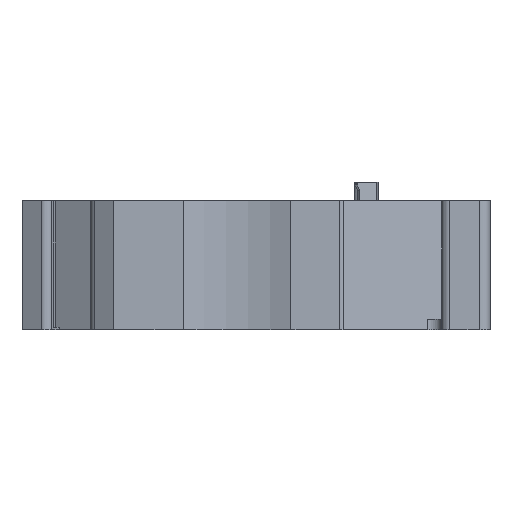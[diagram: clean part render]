
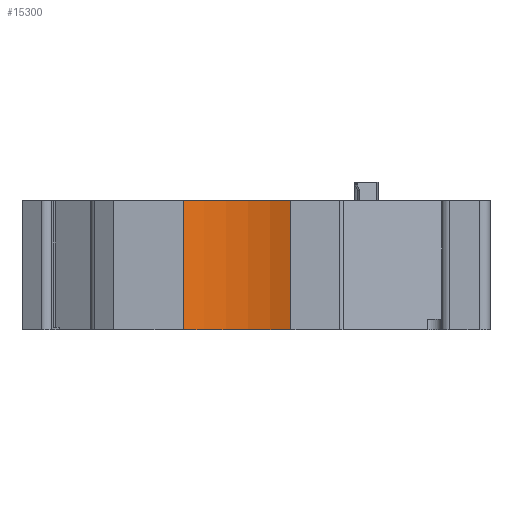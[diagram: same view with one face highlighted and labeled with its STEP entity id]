
A CAD part, left-side view. The second image highlights one B-rep face of the part: STEP entity #15300.
In plain terms, the highlighted cylindrical face has radius 13 mm (diameter 26 mm), a partial arc.
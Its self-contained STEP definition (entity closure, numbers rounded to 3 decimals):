
#117=CYLINDRICAL_SURFACE('',#16065,13.);
#754=LINE('',#21448,#2042);
#755=LINE('',#21452,#2043);
#2042=VECTOR('',#17987,1000.);
#2043=VECTOR('',#17992,1000.);
#3307=CIRCLE('',#15884,13.);
#3366=CIRCLE('',#16066,13.);
#4751=ORIENTED_EDGE('',*,*,#7385,.F.);
#4752=ORIENTED_EDGE('',*,*,#7667,.F.);
#4753=ORIENTED_EDGE('',*,*,#7668,.T.);
#4754=ORIENTED_EDGE('',*,*,#7669,.T.);
#7385=EDGE_CURVE('',#8975,#8976,#3307,.T.);
#7667=EDGE_CURVE('',#9139,#8975,#754,.T.);
#7668=EDGE_CURVE('',#9139,#9140,#3366,.T.);
#7669=EDGE_CURVE('',#9140,#8976,#755,.T.);
#8975=VERTEX_POINT('',#20843);
#8976=VERTEX_POINT('',#20845);
#9139=VERTEX_POINT('',#21447);
#9140=VERTEX_POINT('',#21451);
#9990=EDGE_LOOP('',(#4751,#4752,#4753,#4754));
#10610=FACE_BOUND('',#9990,.T.);
#15300=ADVANCED_FACE('',(#10610),#117,.F.);
#15884=AXIS2_PLACEMENT_3D('',#20844,#17408,#17409);
#16065=AXIS2_PLACEMENT_3D('',#21449,#17988,#17989);
#16066=AXIS2_PLACEMENT_3D('',#21450,#17990,#17991);
#17408=DIRECTION('',(0.,0.,1.));
#17409=DIRECTION('',(-1.,0.,0.));
#17987=DIRECTION('',(0.,0.,-1.));
#17988=DIRECTION('',(0.,0.,-1.));
#17989=DIRECTION('',(-1.,0.,0.));
#17990=DIRECTION('',(0.,0.,1.));
#17991=DIRECTION('',(-1.,0.,0.));
#17992=DIRECTION('',(0.,0.,-1.));
#20843=CARTESIAN_POINT('',(-44.545,-3.25,0.));
#20844=CARTESIAN_POINT('',(-56.545,1.75,0.));
#20845=CARTESIAN_POINT('',(-44.545,6.75,0.));
#21447=CARTESIAN_POINT('',(-44.545,-3.25,12.));
#21448=CARTESIAN_POINT('',(-44.545,-3.25,12.));
#21449=CARTESIAN_POINT('',(-56.545,1.75,12.));
#21450=CARTESIAN_POINT('',(-56.545,1.75,12.));
#21451=CARTESIAN_POINT('',(-44.545,6.75,12.));
#21452=CARTESIAN_POINT('',(-44.545,6.75,12.));
